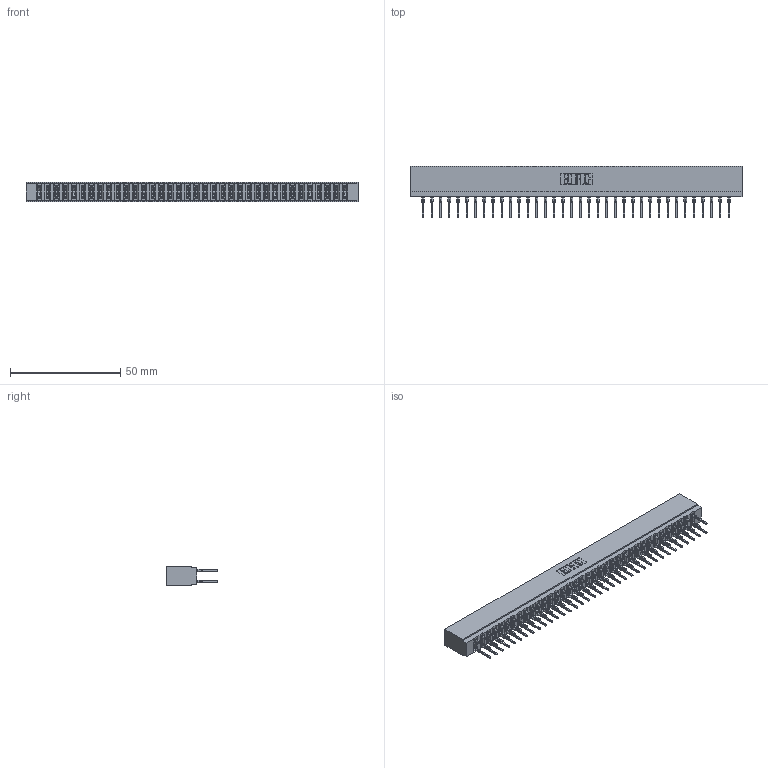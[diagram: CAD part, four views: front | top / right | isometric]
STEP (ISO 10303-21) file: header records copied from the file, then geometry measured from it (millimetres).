
FILE_DESCRIPTION (( 'STEP AP203' ), '1' );
FILE_NAME ('717-072-522-201.STEP', '2026-02-20T19:05:19', ( '' ), ( '' ), 'SwSTEP 2.0', 'SolidWorks 2023', '' );
FILE_SCHEMA (( 'CONFIG_CONTROL_DESIGN' ));
Length unit declared in the file: millimetre
Products named in the file (3): 717 Part_Insulator Option - 06; 745-292-001_522; 717-072-522-201
Assembly tree (73 placements, depth 2):
  717-072-522-201
    717 Part_Insulator Option - 06
    745-292-001_522  x72
Bounding box: 150.52 x 23.48 x 8.89 mm (x, y, z)
Volume: 13143.4 mm3; surface area: 20310.3 mm2
Topology: 73 solids, 73 shells, 6574 faces, 17675 edges, 11110 vertices
Faces by surface type: plane 3402, bspline 1440, cylinder 1300, torus 432
Entity records: 62545 total; most frequent: CARTESIAN_POINT 11361, ORIENTED_EDGE 10784, DIRECTION 9420, EDGE_CURVE 5392, LINE 4994, VECTOR 4994, VERTEX_POINT 3442, AXIS2_PLACEMENT_3D 2213
